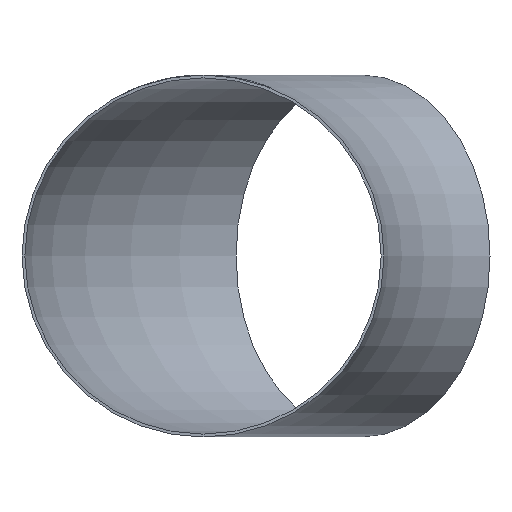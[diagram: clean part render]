
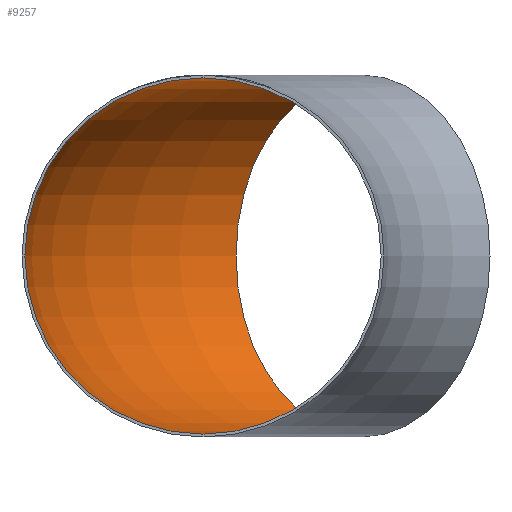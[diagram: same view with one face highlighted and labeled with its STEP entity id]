
A CAD part, front view. The second image highlights one B-rep face of the part: STEP entity #9257.
In plain terms, the highlighted toroidal (fillet/blend) face has major radius 762 mm and minor radius 250 mm.
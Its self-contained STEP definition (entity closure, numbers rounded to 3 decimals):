
#506 = DIRECTION ( 'NONE',  ( 0.707, 0.707, 0. ) ) ;
#1951 = AXIS2_PLACEMENT_3D ( 'NONE', #30262, #506, #14133 ) ;
#2489 = CARTESIAN_POINT ( 'NONE',  ( -762., 0., 0. ) ) ;
#3011 = DIRECTION ( 'NONE',  ( 0., 0., 1. ) ) ;
#3714 = DIRECTION ( 'NONE',  ( 0., 0., -1. ) ) ;
#5332 = CIRCLE ( 'NONE', #1951, 250. ) ;
#6190 = DIRECTION ( 'NONE',  ( -1., 0., 0. ) ) ;
#7360 = EDGE_LOOP ( 'NONE', ( #24035 ) ) ;
#8468 = VERTEX_POINT ( 'NONE', #33246 ) ;
#8976 = CARTESIAN_POINT ( 'NONE',  ( -715.592, 715.592, 0. ) ) ;
#9257 = ADVANCED_FACE ( 'NONE', ( #14167, #30640 ), #13890, .F. ) ;
#13319 = AXIS2_PLACEMENT_3D ( 'NONE', #19659, #3714, #6190 ) ;
#13890 = TOROIDAL_SURFACE ( 'NONE', #13319, 762., 250. ) ;
#14133 = DIRECTION ( 'NONE',  ( -0.707, 0.707, 0. ) ) ;
#14167 = FACE_OUTER_BOUND ( 'NONE', #7360, .T. ) ;
#18698 = EDGE_CURVE ( 'NONE', #8468, #8468, #34713, .T. ) ;
#18772 = DIRECTION ( 'NONE',  ( 0., 1., 0. ) ) ;
#19090 = VERTEX_POINT ( 'NONE', #8976 ) ;
#19553 = ORIENTED_EDGE ( 'NONE', *, *, #18698, .F. ) ;
#19659 = CARTESIAN_POINT ( 'NONE',  ( 0., 0., 0. ) ) ;
#23462 = EDGE_CURVE ( 'NONE', #19090, #19090, #5332, .T. ) ;
#24035 = ORIENTED_EDGE ( 'NONE', *, *, #23462, .T. ) ;
#24725 = EDGE_LOOP ( 'NONE', ( #19553 ) ) ;
#30262 = CARTESIAN_POINT ( 'NONE',  ( -538.815, 538.815, 0. ) ) ;
#30640 = FACE_OUTER_BOUND ( 'NONE', #24725, .T. ) ;
#33246 = CARTESIAN_POINT ( 'NONE',  ( -762., 0., 250. ) ) ;
#34145 = AXIS2_PLACEMENT_3D ( 'NONE', #2489, #18772, #3011 ) ;
#34713 = CIRCLE ( 'NONE', #34145, 250. ) ;
